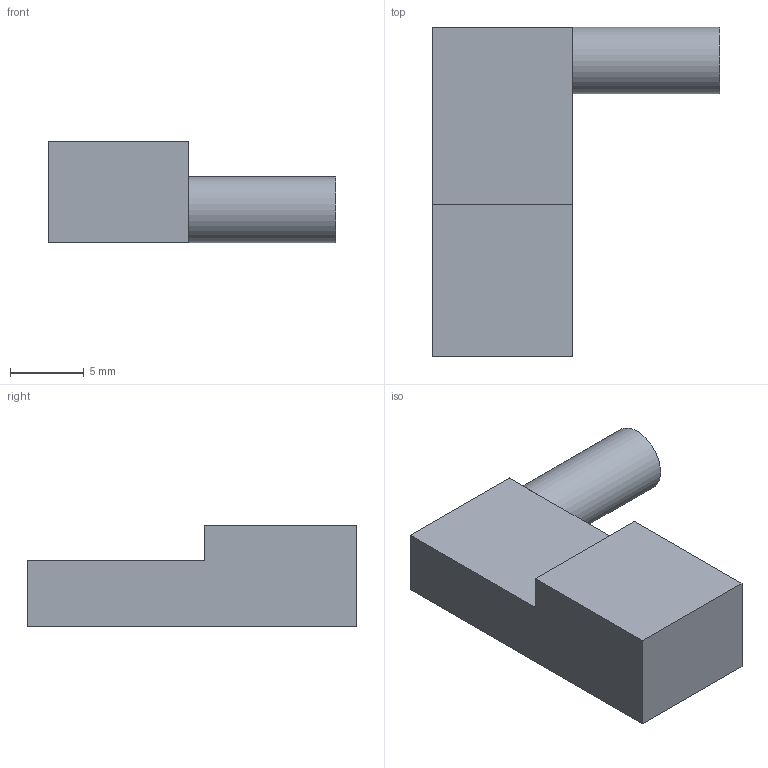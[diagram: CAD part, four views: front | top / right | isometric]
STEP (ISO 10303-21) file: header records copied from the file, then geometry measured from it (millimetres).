
FILE_DESCRIPTION(/* description */ (''),/* implementation_level */ '2;1');
FILE_NAME(/* name */ 'Cerniera 1.step',/* time_stamp */ '2025-07-24T16:00:48+02:00',/* author */ (''),/* organization */ (''),/* preprocessor_version */ 'ST-DEVELOPER v20.1',/* originating_system */ 'Autodesk Translation Framework v14.10.0.0',/* authorisation */ '');
FILE_SCHEMA (('AUTOMOTIVE_DESIGN { 1 0 10303 214 3 1 1 }'));
Length unit declared in the file: millimetre
Products named in the file (1): maschio
Bounding box: 19.5 x 22.3 x 6.9 mm (x, y, z)
Volume: 1347.2 mm3; surface area: 946.3 mm2
Topology: 1 solids, 1 shells, 12 faces, 27 edges, 17 vertices
Faces by surface type: plane 11, cylinder 1
Full cylindrical faces by diameter (mm): 4.5 x1
Entity records: 365 total; most frequent: DIRECTION 58, CARTESIAN_POINT 57, ORIENTED_EDGE 54, EDGE_CURVE 27, LINE 22, VECTOR 22, AXIS2_PLACEMENT_3D 18, VERTEX_POINT 17
